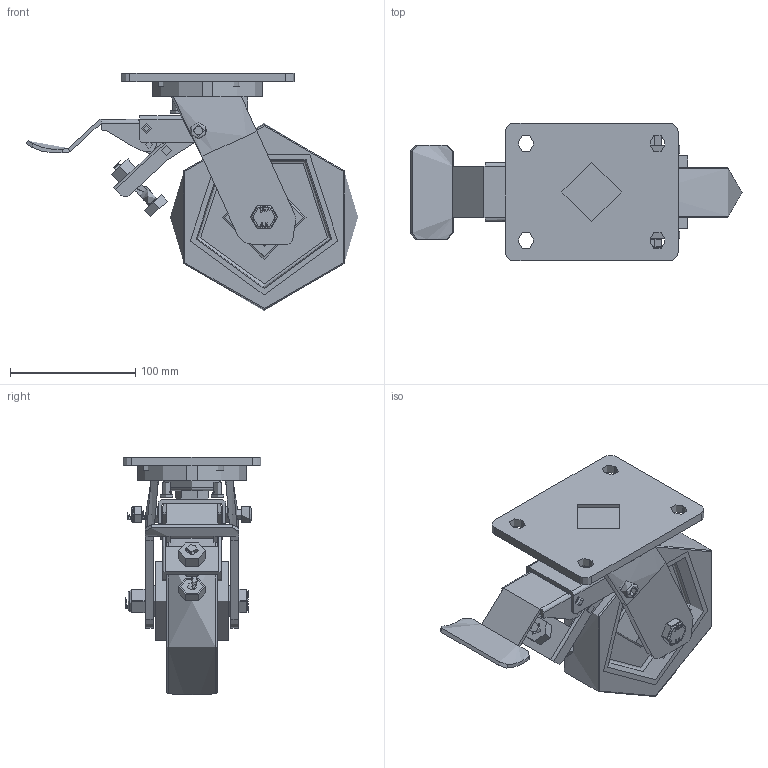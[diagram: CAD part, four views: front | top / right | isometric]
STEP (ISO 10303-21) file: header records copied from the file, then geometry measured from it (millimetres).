
FILE_DESCRIPTION(/* description */ ('','CAx-IF Rec.Pracs.---Representation and Presentation of Product Manufacturing Information (PMI)---4.0---2014-10-13'),/* implementation_level */ '2;1');
FILE_NAME(/* name */ 'BZMJ150NPBJSWB.step',/* time_stamp */ '2024-12-05T11:29:19Z',/* author */ (''),/* organization */ (''),/* preprocessor_version */ 'ST-DEVELOPER v20',/* originating_system */ 'Autodesk Translation Framework v13.20.0.188',/* authorisation */ '');
FILE_SCHEMA (('AP242_MANAGED_MODEL_BASED_3D_ENGINEERING_MIM_LF { 1 0 10303 442 1 1 4 }'));
Products named in the file (51): BZMJ150NPBJSWB; BZH150WNPBJM2060 v1; POLYURETHANE TYRE; NYLON RIM; BEARING6204; BALL BEARINGS; BEARING6204 (1); BALL BEARINGS (1); Component3; INNER; OUTER; MIDDLE; RUBBER (1); BEARING SPACER; TH20X2X12 v1; ZINC PLATED HEADED SPACER; TH20X2X12 v1 (1); ZINC PLATED HEADED SPACER (1); HEXBOLTM12X90Z8.8 v2; GRADE 8.8 ZINC PLATED BOLT; NYLOCM12Z14MM v1; NYLOC NUT; NUT (1); RUBBER (2); BZMJ150ASSWB - 62 v1; FABRICATED STEEL TOP PLATE (1); FABRICATED STEEL TOP PLATE Geometry (1); NUT (2); BOLT (1); FABRICATED STEEL FORKS (1); FABRICATED STEEL FORKS Geometry (1); GREESE NIPPLE (1); BEARING SEAL (1); FABRICATED STEEL BRAKE (1); BOLT2 (1); BRAKE 1 (1); BRAKE PEDAL (1); BRAKE 2 (1); SPACERS (1); BRAKE BOLT (1) ...
Assembly tree (69 placements, depth 5):
  BZMJ150NPBJSWB
    BZH150WNPBJM2060 v1
      POLYURETHANE TYRE
      NYLON RIM
      BEARING6204
        INNER
        OUTER
        BALL BEARINGS
          Component3  x8
        MIDDLE
        RUBBER (1)
      BEARING6204 (1)
        BALL BEARINGS (1)
          Component3  x8
        INNER
        OUTER
        MIDDLE
        RUBBER (1)
      BEARING SPACER
    TH20X2X12 v1
      ZINC PLATED HEADED SPACER
    TH20X2X12 v1 (1)
      ZINC PLATED HEADED SPACER (1)
    HEXBOLTM12X90Z8.8 v2
      GRADE 8.8 ZINC PLATED BOLT
    NYLOCM12Z14MM v1
      NYLOC NUT
        NUT (1)
        RUBBER (2)
    BZMJ150ASSWB - 62 v1
      FABRICATED STEEL TOP PLATE (1)
        FABRICATED STEEL TOP PLATE Geometry (1)
        NUT (2)
        BOLT (1)
      FABRICATED STEEL FORKS (1)
        FABRICATED STEEL FORKS Geometry (1)
        GREESE NIPPLE (1)
      BEARING SEAL (1)
      FABRICATED STEEL BRAKE (1)
        BOLT2 (1)
        BRAKE 1 (1)
        BRAKE PEDAL (1)
        BRAKE 2 (1)
        SPACERS (1)
        BRAKE BOLT (1)
          BRAKE BOLT Geometry (1)
          RUBBER (3)
        BOLT3 (1)
        BOLT4 (1)
        NUT2 (1)
        BRAKE 3 (1)
        BOLT5 (1)
        SPRING (1)
        BOLT6 (1)
        SPRING2 (1)
        NUT3 (1)
Bounding box: 265 x 110 x 189.87 mm (x, y, z)
Volume: 813847.9 mm3; surface area: 303114.3 mm2
Topology: 60 solids, 60 shells, 1395 faces, 3515 edges, 2328 vertices
Faces by surface type: plane 599, cylinder 363, bspline 340, sphere 66, torus 22, cone 5
Full cylindrical faces by diameter (mm): 6 x17, 6.446 x7, 7.866 x14, 8 x40, 8.005 x1, 9.836 x16, 10 x5, 11.834 x16, 12 x3, 12.2 x2, 12.5 x1, 12.75 x2, 13 x3, 14 x2, 16 x2, 17.75 x1, 18.5 x1, 19.8 x2, 20 x3, 24 x1, 25 x2, 27 x2, 28.5 x8, 30.8 x4, 31.3 x4, 40.3 x4, 40.5 x4, 40.8 x4, 42 x11, 44 x1
Entity records: 67206 total; most frequent: CARTESIAN_POINT 42163, ORIENTED_EDGE 5092, DIRECTION 4419, EDGE_CURVE 2546, VERTEX_POINT 1690, AXIS2_PLACEMENT_3D 1576, LINE 1267, VECTOR 1267
